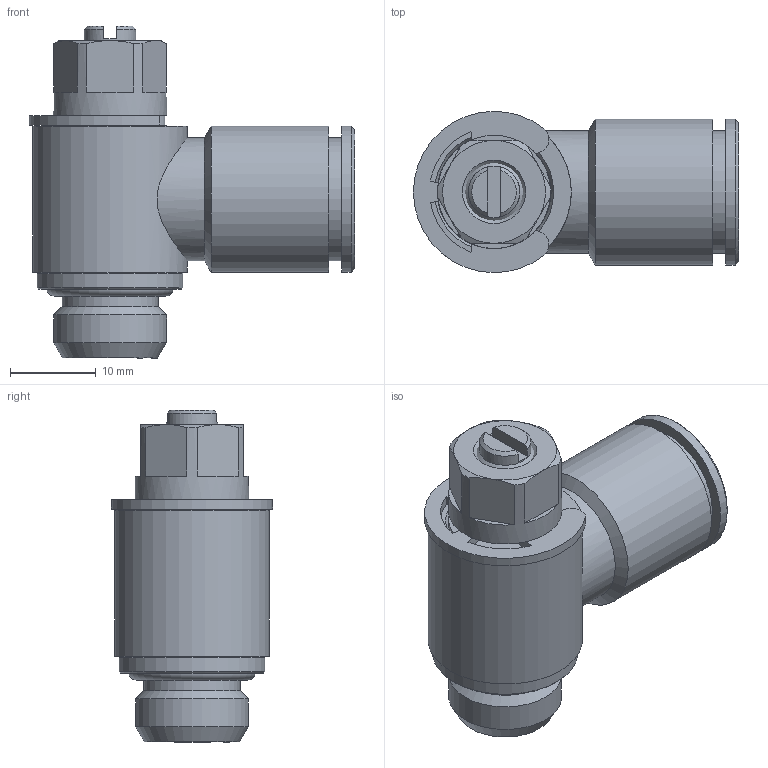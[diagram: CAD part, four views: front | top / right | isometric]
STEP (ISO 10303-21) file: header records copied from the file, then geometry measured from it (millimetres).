
FILE_DESCRIPTION(( 'MV.18.12.14C.STP' ), '1');
FILE_NAME( 'MV.18.12.14C.STP', '2018-10-04T09:38:11',( 'Sopra'),('sopra-pneumatic.com'), 'SwSTEP 2.0','SolidWorks 2009','' );
FILE_SCHEMA (('AUTOMOTIVE_DESIGN { 1 0 10303 214 1 1 1 1 }'));
Length unit declared in the file: millimetre
Products named in the file (8): Root; DR12; 800053; OR 11.11X1.78; C50C022X; C50C021X; C53C020X; R201214
Assembly tree (7 placements, depth 2):
  Root
    DR12
    800053
    OR 11.11X1.78
    C50C022X
    C50C021X
    C53C020X
    R201214
Bounding box: 37.9 x 18.79 x 38.7 mm (x, y, z)
Volume: 7547.7 mm3; surface area: 9610.4 mm2
Topology: 7 solids, 7 shells, 149 faces, 333 edges, 209 vertices
Faces by surface type: plane 67, cylinder 43, cone 35, torus 4
Full cylindrical faces by diameter (mm): 4.7 x1, 5.5 x1, 6 x2, 6.387 x1, 7 x1, 7.4 x1, 7.5 x1, 7.7 x1, 8.3 x1, 8.9 x1, 9 x2, 9.3 x1, 9.387 x1, 9.4 x2, 9.5 x1, 10 x1, 10.2 x1, 11.2 x1, 12.15 x1, 12.2 x1, 13.157 x1, 13.2 x3, 13.3 x1, 14.3 x2, 14.5 x1, 17 x3, 18 x1
Entity records: 7721 total; most frequent: CARTESIAN_POINT 1978, DIRECTION 734, PRESENTATION_STYLE_ASSIGNMENT 505, COLOUR_RGB 501, DRAUGHTING_PRE_DEFINED_CURVE_FONT 498, CURVE_STYLE 498, OVER_RIDING_STYLED_ITEM 498, ORIENTED_EDGE 498
